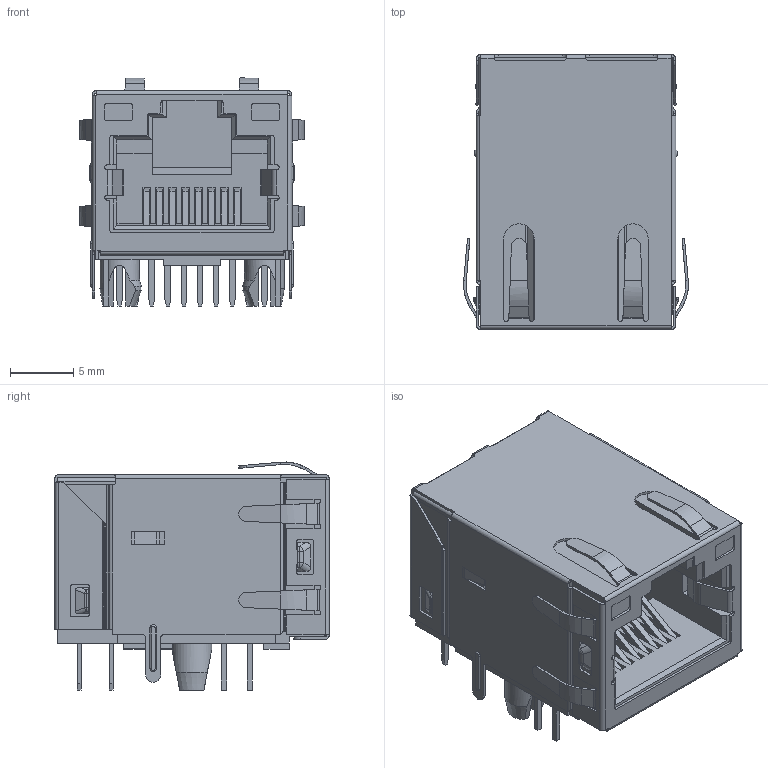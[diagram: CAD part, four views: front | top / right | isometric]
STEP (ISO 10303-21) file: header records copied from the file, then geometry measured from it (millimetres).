
FILE_DESCRIPTION(/* description */ ('STEP AP214'),/* implementation_level */ '2;1');
FILE_NAME(/* name */ 'AMPHENOL RJMG201K21120FR.step',/* time_stamp */ '2025-11-13T00:23:53Z',/* author */ (''),/* organization */ (''),/* preprocessor_version */ 'ST-DEVELOPER v20.1',/* originating_system */ 'Autodesk Translation Framework v14.17.0.0',/* authorisation */ '');
FILE_SCHEMA (('AUTOMOTIVE_DESIGN { 1 0 10303 214 3 1 1 }'));
Products named in the file (1): Áã¼þ1^912-1
Bounding box: 17.73 x 21.65 x 17.99 mm (x, y, z)
Volume: 2070.2 mm3; surface area: 7685.6 mm2
Topology: 1 solids, 1 shells, 1876 faces, 5198 edges, 3352 vertices
Faces by surface type: plane 1447, cylinder 377, bspline 26, sphere 16, cone 6, torus 4
Full cylindrical faces by diameter (mm): 0.4 x24, 3.15 x2
Entity records: 60509 total; most frequent: CARTESIAN_POINT 11341, ORIENTED_EDGE 10380, DIRECTION 9578, EDGE_CURVE 5190, LINE 4348, VECTOR 4348, VERTEX_POINT 3352, AXIS2_PLACEMENT_3D 2615
